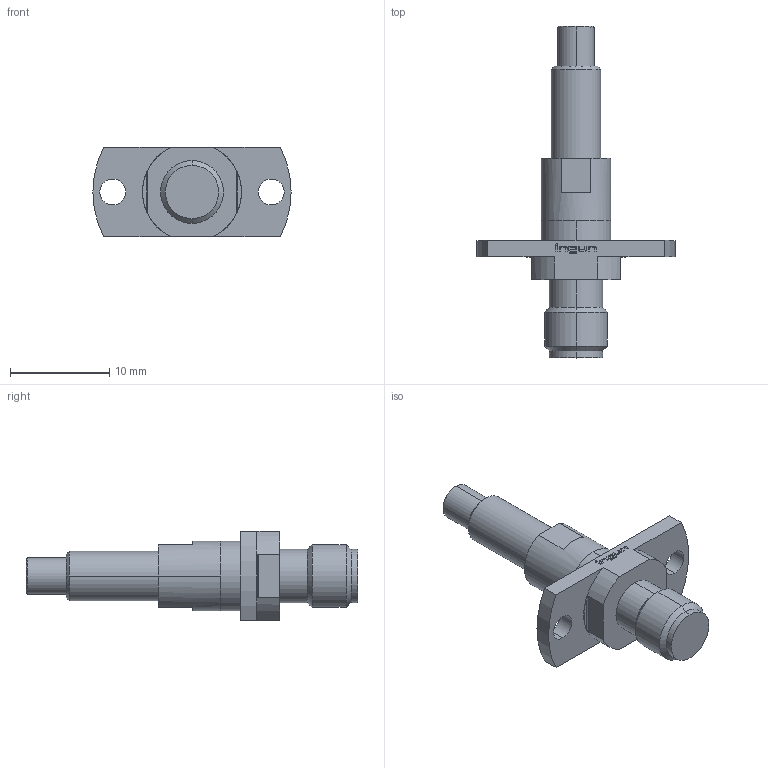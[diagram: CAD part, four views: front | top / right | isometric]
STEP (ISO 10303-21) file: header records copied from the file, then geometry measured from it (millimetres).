
FILE_DESCRIPTION (( 'STEP AP203' ), '1' );
FILE_NAME ('INGUN_HFS-823_305_051_A_xx43_MM036.STEP', '2022-05-04T10:03:08', ( 'ochi' ), ( '' ), 'SwSTEP 2.0', 'SolidWorks 2018', '' );
FILE_SCHEMA (( 'CONFIG_CONTROL_DESIGN' ));
Length unit declared in the file: millimetre
Products named in the file (1): INGUN_HFS-823_305_051_A_xx43_MM036
Bounding box: 20 x 33.5 x 9 mm (x, y, z)
Volume: 1186.2 mm3; surface area: 1051.7 mm2
Topology: 1 solids, 1 shells, 136 faces, 345 edges, 224 vertices
Faces by surface type: plane 67, cylinder 28, bspline 22, cone 14, torus 4, sphere 1
Entity records: 4449 total; most frequent: CARTESIAN_POINT 1263, ORIENTED_EDGE 684, DIRECTION 566, EDGE_CURVE 342, VERTEX_POINT 222, AXIS2_PLACEMENT_3D 197, VECTOR 172, LINE 172
